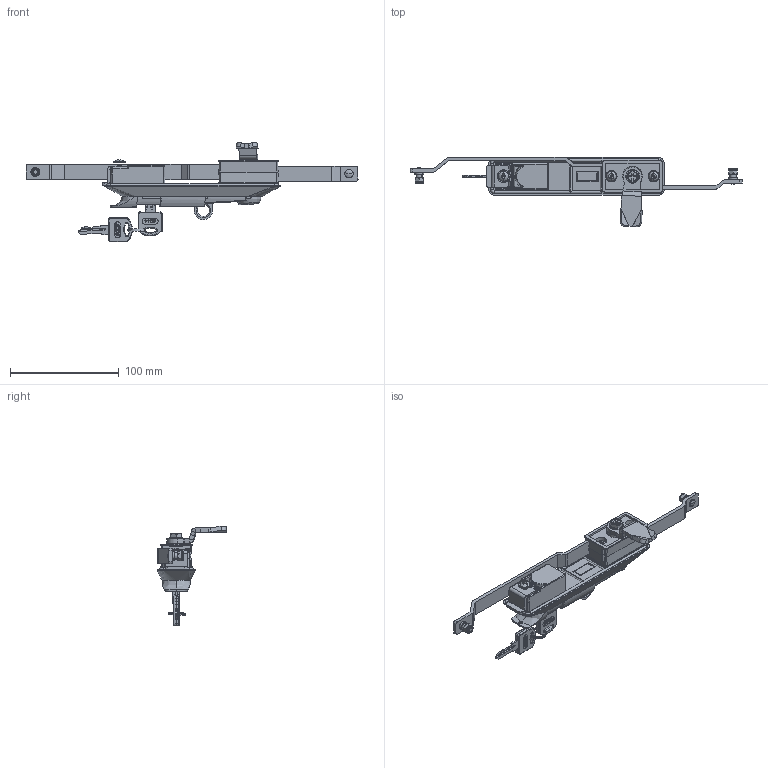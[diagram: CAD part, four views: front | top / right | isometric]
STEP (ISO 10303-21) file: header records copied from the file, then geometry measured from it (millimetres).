
FILE_DESCRIPTION (( 'STEP AP203' ), '1' );
FILE_NAME ('KI12.01.66.P.2.V.STEP', '2022-04-18T11:09:59', ( '' ), ( '' ), 'SwSTEP 2.0', 'SolidWorks 2021', '' );
FILE_SCHEMA (( 'CONFIG_CONTROL_DESIGN' ));
Products named in the file (1): KI12.01.66.P.2.V
Bounding box: 304.77 x 63.92 x 91.78 mm (x, y, z)
Surface area: 56774.6 mm2 (no closed solid volume)
Topology: 0 solids, 41 shells, 1015 faces, 3585 edges, 2519 vertices
Faces by surface type: plane 416, bspline 231, cylinder 200, torus 84, cone 76, sphere 8
Entity records: 55158 total; most frequent: CARTESIAN_POINT 28843, ORIENTED_EDGE 5772, DIRECTION 4050, EDGE_CURVE 3583, VERTEX_POINT 2519, B_SPLINE_CURVE_WITH_KNOTS 1447, AXIS2_PLACEMENT_3D 1352, LINE 1346
